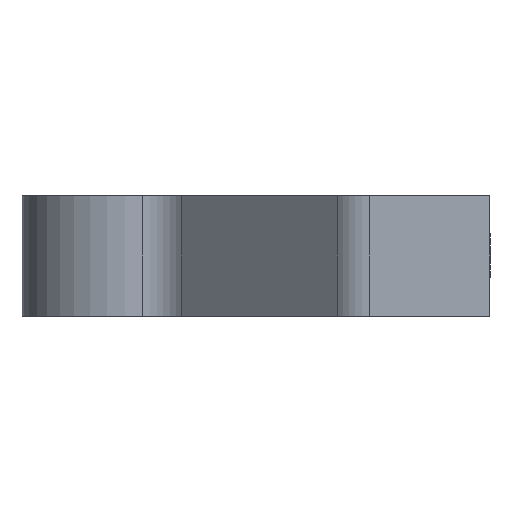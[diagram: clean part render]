
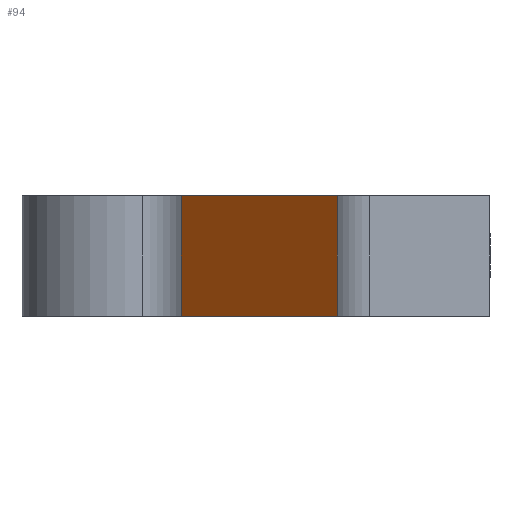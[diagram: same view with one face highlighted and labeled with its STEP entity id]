
A CAD part, left-side view. The second image highlights one B-rep face of the part: STEP entity #94.
In plain terms, the highlighted planar face has unit normal (-0.707, 0.707, 0).
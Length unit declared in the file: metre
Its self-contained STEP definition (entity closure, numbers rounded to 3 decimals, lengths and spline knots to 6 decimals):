
#94 = ADVANCED_FACE( 'NONE', ( #226 ), #227, .F. );
#226 = FACE_OUTER_BOUND( '', #401, .T. );
#227 = PLANE( '', #402 );
#401 = EDGE_LOOP( '', ( #2542, #2543, #2544, #2545 ) );
#402 = AXIS2_PLACEMENT_3D( '', #2546, #2547, #2548 );
#2542 = ORIENTED_EDGE( '', *, *, #3324, .T. );
#2543 = ORIENTED_EDGE( '', *, *, #3312, .T. );
#2544 = ORIENTED_EDGE( '', *, *, #3439, .F. );
#2545 = ORIENTED_EDGE( '', *, *, #3440, .T. );
#2546 = CARTESIAN_POINT( '', ( -0.019, -0.014757, 0.008 ) );
#2547 = DIRECTION( '', ( 0.707, -0.707, 0. ) );
#2548 = DIRECTION( '', ( 0., 0., -1. ) );
#3312 = EDGE_CURVE( 'NONE', #3745, #3742, #3746, .T. );
#3324 = EDGE_CURVE( 'NONE', #3766, #3745, #3767, .T. );
#3439 = EDGE_CURVE( 'NONE', #3987, #3742, #3988, .T. );
#3440 = EDGE_CURVE( 'NONE', #3987, #3766, #3989, .T. );
#3742 = VERTEX_POINT( 'NONE', #4495 );
#3745 = VERTEX_POINT( 'NONE', #4498 );
#3746 = LINE( '', #4499, #4500 );
#3766 = VERTEX_POINT( 'NONE', #4526 );
#3767 = LINE( '', #4527, #4528 );
#3987 = VERTEX_POINT( 'NONE', #5951 );
#3988 = LINE( '', #5952, #5953 );
#3989 = LINE( '', #5954, #5955 );
#4495 = CARTESIAN_POINT( '', ( -0.018121, -0.013879, 0.008 ) );
#4498 = CARTESIAN_POINT( '', ( -0.018121, -0.013879, 0. ) );
#4499 = CARTESIAN_POINT( '', ( -0.018121, -0.013879, 0.008 ) );
#4500 = VECTOR( '', #9150, 1. );
#4526 = CARTESIAN_POINT( '', ( -0.007778, -0.003536, 0. ) );
#4527 = CARTESIAN_POINT( '', ( -0.019, -0.014757, 0. ) );
#4528 = VECTOR( '', #9166, 1. );
#5951 = CARTESIAN_POINT( '', ( -0.007778, -0.003536, 0.008 ) );
#5952 = CARTESIAN_POINT( '', ( -0.019, -0.014757, 0.008 ) );
#5953 = VECTOR( '', #9228, 1. );
#5954 = CARTESIAN_POINT( '', ( -0.007778, -0.003536, 0. ) );
#5955 = VECTOR( '', #9229, 1. );
#9150 = DIRECTION( '', ( 0., 0., 1. ) );
#9166 = DIRECTION( '', ( -0.707, -0.707, 0. ) );
#9228 = DIRECTION( '', ( -0.707, -0.707, 0. ) );
#9229 = DIRECTION( '', ( 0., 0., -1. ) );
